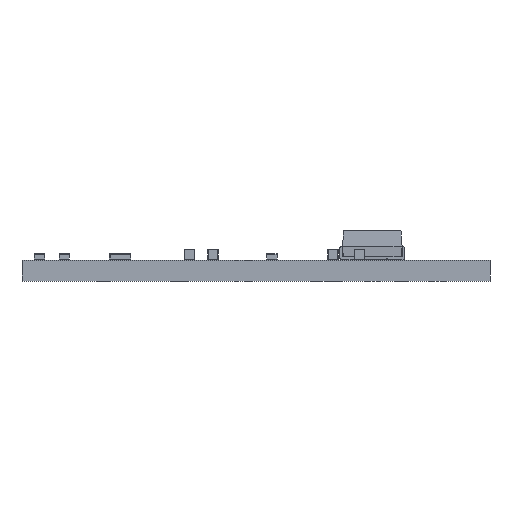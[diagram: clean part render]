
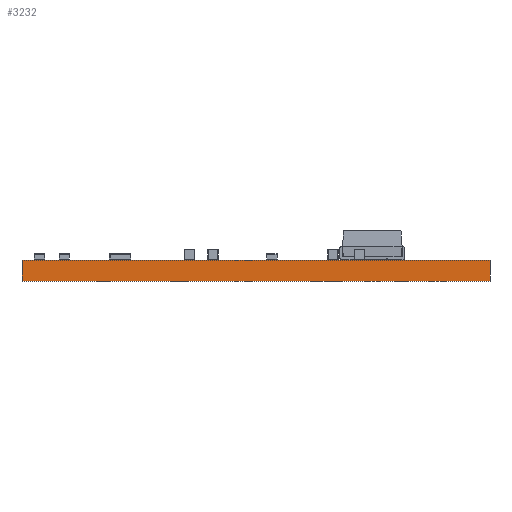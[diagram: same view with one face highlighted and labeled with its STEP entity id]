
A CAD part, front view. The second image highlights one B-rep face of the part: STEP entity #3232.
In plain terms, the highlighted planar face has unit normal (0, -1, 0).
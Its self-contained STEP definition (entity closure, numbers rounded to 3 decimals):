
#3232 = ADVANCED_FACE('',(#3233),#3267,.T.);
#3233 = FACE_BOUND('',#3234,.T.);
#3234 = EDGE_LOOP('',(#3235,#3245,#3253,#3261));
#3235 = ORIENTED_EDGE('',*,*,#3236,.T.);
#3236 = EDGE_CURVE('',#3237,#3239,#3241,.T.);
#3237 = VERTEX_POINT('',#3238);
#3238 = CARTESIAN_POINT('',(171.513,-142.2,0.));
#3239 = VERTEX_POINT('',#3240);
#3240 = CARTESIAN_POINT('',(171.513,-142.2,1.6));
#3241 = LINE('',#3242,#3243);
#3242 = CARTESIAN_POINT('',(171.513,-142.2,0.));
#3243 = VECTOR('',#3244,1.);
#3244 = DIRECTION('',(0.,0.,1.));
#3245 = ORIENTED_EDGE('',*,*,#3246,.T.);
#3246 = EDGE_CURVE('',#3239,#3247,#3249,.T.);
#3247 = VERTEX_POINT('',#3248);
#3248 = CARTESIAN_POINT('',(135.663,-142.2,1.6));
#3249 = LINE('',#3250,#3251);
#3250 = CARTESIAN_POINT('',(171.513,-142.2,1.6));
#3251 = VECTOR('',#3252,1.);
#3252 = DIRECTION('',(-1.,0.,0.));
#3253 = ORIENTED_EDGE('',*,*,#3254,.F.);
#3254 = EDGE_CURVE('',#3255,#3247,#3257,.T.);
#3255 = VERTEX_POINT('',#3256);
#3256 = CARTESIAN_POINT('',(135.663,-142.2,0.));
#3257 = LINE('',#3258,#3259);
#3258 = CARTESIAN_POINT('',(135.663,-142.2,0.));
#3259 = VECTOR('',#3260,1.);
#3260 = DIRECTION('',(0.,0.,1.));
#3261 = ORIENTED_EDGE('',*,*,#3262,.F.);
#3262 = EDGE_CURVE('',#3237,#3255,#3263,.T.);
#3263 = LINE('',#3264,#3265);
#3264 = CARTESIAN_POINT('',(171.513,-142.2,0.));
#3265 = VECTOR('',#3266,1.);
#3266 = DIRECTION('',(-1.,0.,0.));
#3267 = PLANE('',#3268);
#3268 = AXIS2_PLACEMENT_3D('',#3269,#3270,#3271);
#3269 = CARTESIAN_POINT('',(171.513,-142.2,0.));
#3270 = DIRECTION('',(0.,-1.,0.));
#3271 = DIRECTION('',(-1.,0.,0.));
